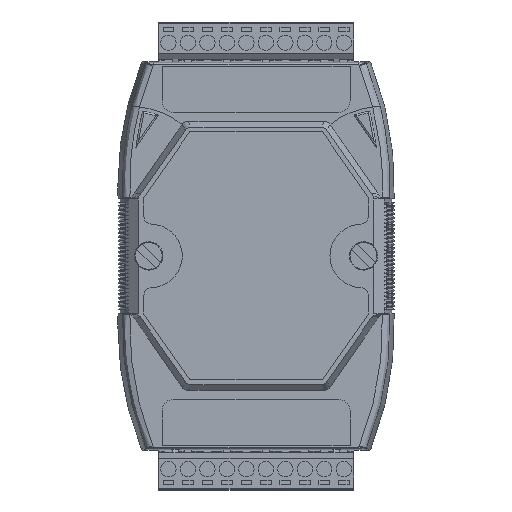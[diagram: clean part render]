
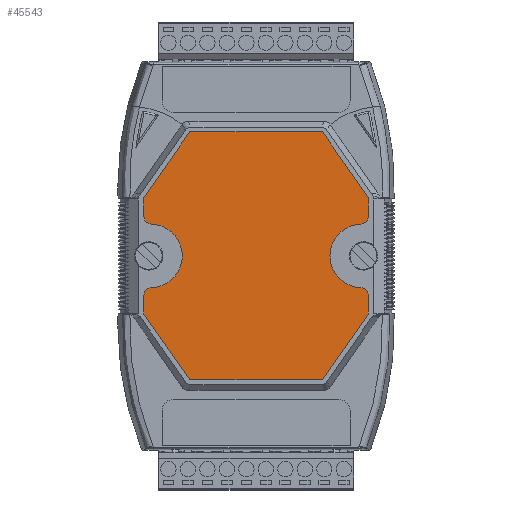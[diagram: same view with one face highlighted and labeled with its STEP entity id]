
A CAD part, top view. The second image highlights one B-rep face of the part: STEP entity #45543.
In plain terms, the highlighted face is planar.
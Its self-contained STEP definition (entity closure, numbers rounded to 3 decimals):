
#416 = LINE ( 'NONE', #7686, #94229 ) ;
#2273 = ORIENTED_EDGE ( 'NONE', *, *, #44213, .T. ) ;
#2874 = EDGE_CURVE ( 'NONE', #29580, #92389, #28111, .T. ) ;
#3439 = DIRECTION ( 'NONE',  ( 0., 1., 0. ) ) ;
#4127 = CARTESIAN_POINT ( 'NONE',  ( 17.305, 0.3, -32.35 ) ) ;
#4971 = VERTEX_POINT ( 'NONE', #44430 ) ;
#6601 = VERTEX_POINT ( 'NONE', #34921 ) ;
#7040 = CARTESIAN_POINT ( 'NONE',  ( -29.25, 0.3, 10.296 ) ) ;
#7686 = CARTESIAN_POINT ( 'NONE',  ( -29.25, 0.3, 10.296 ) ) ;
#7856 = DIRECTION ( 'NONE',  ( 0., 0., 1. ) ) ;
#8295 = EDGE_CURVE ( 'NONE', #47780, #62763, #47357, .T. ) ;
#8488 = CARTESIAN_POINT ( 'NONE',  ( -17.305, 0.3, 32.35 ) ) ;
#10678 = PLANE ( 'NONE',  #86823 ) ;
#10824 = LINE ( 'NONE', #98783, #57659 ) ;
#14708 = CARTESIAN_POINT ( 'NONE',  ( 29.25, 0.3, -10.296 ) ) ;
#15049 = CIRCLE ( 'NONE', #33216, 8.3 ) ;
#15097 = ORIENTED_EDGE ( 'NONE', *, *, #56274, .T. ) ;
#17819 = EDGE_CURVE ( 'NONE', #4971, #47780, #63172, .T. ) ;
#17938 = DIRECTION ( 'NONE',  ( 0., 0., 1. ) ) ;
#18017 = CARTESIAN_POINT ( 'NONE',  ( 27.55, 0.3, 0. ) ) ;
#18770 = VECTOR ( 'NONE', #51862, 1000. ) ;
#20715 = ORIENTED_EDGE ( 'NONE', *, *, #77360, .T. ) ;
#22482 = DIRECTION ( 'NONE',  ( 1., 0., 0. ) ) ;
#25609 = DIRECTION ( 'NONE',  ( -0.571, 0., -0.821 ) ) ;
#25703 = DIRECTION ( 'NONE',  ( 0., 1., 0. ) ) ;
#28067 = CARTESIAN_POINT ( 'NONE',  ( 29.25, 0.3, 10.296 ) ) ;
#28111 = LINE ( 'NONE', #44124, #18770 ) ;
#28262 = FACE_OUTER_BOUND ( 'NONE', #53055, .T. ) ;
#28485 = EDGE_CURVE ( 'NONE', #36083, #30331, #15049, .T. ) ;
#28847 = VECTOR ( 'NONE', #44894, 1000. ) ;
#29580 = VERTEX_POINT ( 'NONE', #54664 ) ;
#30154 = CARTESIAN_POINT ( 'NONE',  ( -27.25, 0.3, 10.296 ) ) ;
#30331 = VERTEX_POINT ( 'NONE', #79638 ) ;
#32430 = ORIENTED_EDGE ( 'NONE', *, *, #28485, .T. ) ;
#32871 = CARTESIAN_POINT ( 'NONE',  ( 29.25, 0.3, -15.163 ) ) ;
#33216 = AXIS2_PLACEMENT_3D ( 'NONE', #18017, #41811, #94631 ) ;
#33810 = ORIENTED_EDGE ( 'NONE', *, *, #97240, .T. ) ;
#34921 = CARTESIAN_POINT ( 'NONE',  ( 17.305, 0.3, -32.35 ) ) ;
#35145 = DIRECTION ( 'NONE',  ( -0.571, 0., 0.821 ) ) ;
#35730 = VERTEX_POINT ( 'NONE', #52144 ) ;
#35775 = CIRCLE ( 'NONE', #82007, 2. ) ;
#36083 = VERTEX_POINT ( 'NONE', #39458 ) ;
#37413 = DIRECTION ( 'NONE',  ( 0., 0., 1. ) ) ;
#39458 = CARTESIAN_POINT ( 'NONE',  ( 27.308, 0.3, 8.296 ) ) ;
#39990 = VECTOR ( 'NONE', #40936, 1000. ) ;
#40936 = DIRECTION ( 'NONE',  ( 0., 0., 1. ) ) ;
#41478 = VECTOR ( 'NONE', #25609, 1000. ) ;
#41576 = ORIENTED_EDGE ( 'NONE', *, *, #67591, .T. ) ;
#41721 = AXIS2_PLACEMENT_3D ( 'NONE', #44391, #44893, #92005 ) ;
#41811 = DIRECTION ( 'NONE',  ( 0., -1., 0. ) ) ;
#42422 = VERTEX_POINT ( 'NONE', #7040 ) ;
#43179 = CARTESIAN_POINT ( 'NONE',  ( -29.25, 0.3, 15.163 ) ) ;
#43643 = DIRECTION ( 'NONE',  ( 0., 1., 0. ) ) ;
#43676 = DIRECTION ( 'NONE',  ( 0.571, 0., 0.821 ) ) ;
#43971 = LINE ( 'NONE', #4127, #86675 ) ;
#44124 = CARTESIAN_POINT ( 'NONE',  ( 17.305, 0.3, 32.35 ) ) ;
#44213 = EDGE_CURVE ( 'NONE', #65766, #77329, #99255, .T. ) ;
#44391 = CARTESIAN_POINT ( 'NONE',  ( -27.55, 0.3, 0. ) ) ;
#44430 = CARTESIAN_POINT ( 'NONE',  ( -29.25, 0.3, -15.163 ) ) ;
#44893 = DIRECTION ( 'NONE',  ( 0., -1., 0. ) ) ;
#44894 = DIRECTION ( 'NONE',  ( 0., 0., -1. ) ) ;
#45543 = ADVANCED_FACE ( 'NONE', ( #28262 ), #10678, .T. ) ;
#47176 = CARTESIAN_POINT ( 'NONE',  ( 27.25, 0.3, -10.296 ) ) ;
#47357 = CIRCLE ( 'NONE', #100269, 2. ) ;
#47494 = ORIENTED_EDGE ( 'NONE', *, *, #83853, .T. ) ;
#47780 = VERTEX_POINT ( 'NONE', #51948 ) ;
#48957 = AXIS2_PLACEMENT_3D ( 'NONE', #47176, #72504, #7856 ) ;
#49582 = VERTEX_POINT ( 'NONE', #67773 ) ;
#51035 = EDGE_CURVE ( 'NONE', #49582, #35730, #92309, .T. ) ;
#51862 = DIRECTION ( 'NONE',  ( 0.571, 0., -0.821 ) ) ;
#51915 = ORIENTED_EDGE ( 'NONE', *, *, #97476, .T. ) ;
#51948 = CARTESIAN_POINT ( 'NONE',  ( -29.25, 0.3, -10.296 ) ) ;
#52144 = CARTESIAN_POINT ( 'NONE',  ( -17.305, 0.3, 32.35 ) ) ;
#53055 = EDGE_LOOP ( 'NONE', ( #80066, #60533, #69595, #68604, #51915, #32430, #41576, #2273, #47494, #81462, #33810, #94697, #71446, #15097, #70293, #20715 ) ) ;
#54026 = LINE ( 'NONE', #8488, #97142 ) ;
#54664 = CARTESIAN_POINT ( 'NONE',  ( 17.305, 0.3, 32.35 ) ) ;
#55109 = LINE ( 'NONE', #32871, #41478 ) ;
#55254 = CARTESIAN_POINT ( 'NONE',  ( -27.308, 0.3, -8.296 ) ) ;
#56274 = EDGE_CURVE ( 'NONE', #62763, #98616, #79530, .T. ) ;
#57410 = DIRECTION ( 'NONE',  ( -1., 0., 0. ) ) ;
#57618 = CARTESIAN_POINT ( 'NONE',  ( -17.305, 0.3, -32.35 ) ) ;
#57659 = VECTOR ( 'NONE', #35145, 1000. ) ;
#59795 = VERTEX_POINT ( 'NONE', #28067 ) ;
#60053 = EDGE_CURVE ( 'NONE', #6601, #91178, #43971, .T. ) ;
#60533 = ORIENTED_EDGE ( 'NONE', *, *, #95125, .T. ) ;
#62523 = CARTESIAN_POINT ( 'NONE',  ( 29.25, 0.3, -15.163 ) ) ;
#62647 = LINE ( 'NONE', #93210, #70286 ) ;
#62763 = VERTEX_POINT ( 'NONE', #55254 ) ;
#63172 = LINE ( 'NONE', #96309, #39990 ) ;
#64002 = CARTESIAN_POINT ( 'NONE',  ( 27.25, 0.3, 10.296 ) ) ;
#65380 = CARTESIAN_POINT ( 'NONE',  ( 29.25, 0.3, 15.163 ) ) ;
#65766 = VERTEX_POINT ( 'NONE', #14708 ) ;
#66157 = EDGE_CURVE ( 'NONE', #92389, #59795, #62647, .T. ) ;
#67591 = EDGE_CURVE ( 'NONE', #30331, #65766, #93577, .T. ) ;
#67773 = CARTESIAN_POINT ( 'NONE',  ( -29.25, 0.3, 15.163 ) ) ;
#68604 = ORIENTED_EDGE ( 'NONE', *, *, #66157, .T. ) ;
#69595 = ORIENTED_EDGE ( 'NONE', *, *, #2874, .T. ) ;
#70286 = VECTOR ( 'NONE', #94248, 1000. ) ;
#70293 = ORIENTED_EDGE ( 'NONE', *, *, #93625, .T. ) ;
#71446 = ORIENTED_EDGE ( 'NONE', *, *, #8295, .T. ) ;
#72504 = DIRECTION ( 'NONE',  ( 0., 1., 0. ) ) ;
#75705 = CARTESIAN_POINT ( 'NONE',  ( -27.25, 0.3, -10.296 ) ) ;
#75873 = CIRCLE ( 'NONE', #85764, 2. ) ;
#77329 = VERTEX_POINT ( 'NONE', #62523 ) ;
#77360 = EDGE_CURVE ( 'NONE', #42422, #49582, #416, .T. ) ;
#77575 = DIRECTION ( 'NONE',  ( 0., 0., 1. ) ) ;
#77765 = DIRECTION ( 'NONE',  ( 0., 0., 1. ) ) ;
#79530 = CIRCLE ( 'NONE', #41721, 8.3 ) ;
#79638 = CARTESIAN_POINT ( 'NONE',  ( 27.308, 0.3, -8.296 ) ) ;
#80052 = DIRECTION ( 'NONE',  ( 0., 0., 1. ) ) ;
#80066 = ORIENTED_EDGE ( 'NONE', *, *, #51035, .T. ) ;
#81462 = ORIENTED_EDGE ( 'NONE', *, *, #60053, .T. ) ;
#82007 = AXIS2_PLACEMENT_3D ( 'NONE', #30154, #86043, #77765 ) ;
#83853 = EDGE_CURVE ( 'NONE', #77329, #6601, #55109, .T. ) ;
#85764 = AXIS2_PLACEMENT_3D ( 'NONE', #64002, #25703, #80052 ) ;
#86043 = DIRECTION ( 'NONE',  ( 0., 1., 0. ) ) ;
#86675 = VECTOR ( 'NONE', #57410, 1000. ) ;
#86823 = AXIS2_PLACEMENT_3D ( 'NONE', #88820, #3439, #17938 ) ;
#87735 = CARTESIAN_POINT ( 'NONE',  ( -27.308, 0.3, 8.296 ) ) ;
#88820 = CARTESIAN_POINT ( 'NONE',  ( 27.25, 0.3, 10.296 ) ) ;
#91178 = VERTEX_POINT ( 'NONE', #57618 ) ;
#92005 = DIRECTION ( 'NONE',  ( 0., 0., 1. ) ) ;
#92309 = LINE ( 'NONE', #43179, #98991 ) ;
#92389 = VERTEX_POINT ( 'NONE', #65380 ) ;
#93210 = CARTESIAN_POINT ( 'NONE',  ( 29.25, 0.3, 15.163 ) ) ;
#93577 = CIRCLE ( 'NONE', #48957, 2. ) ;
#93625 = EDGE_CURVE ( 'NONE', #98616, #42422, #35775, .T. ) ;
#94229 = VECTOR ( 'NONE', #77575, 1000. ) ;
#94248 = DIRECTION ( 'NONE',  ( 0., 0., -1. ) ) ;
#94631 = DIRECTION ( 'NONE',  ( 0., 0., 1. ) ) ;
#94697 = ORIENTED_EDGE ( 'NONE', *, *, #17819, .T. ) ;
#95125 = EDGE_CURVE ( 'NONE', #35730, #29580, #54026, .T. ) ;
#96309 = CARTESIAN_POINT ( 'NONE',  ( -29.25, 0.3, -15.163 ) ) ;
#97142 = VECTOR ( 'NONE', #22482, 1000. ) ;
#97240 = EDGE_CURVE ( 'NONE', #91178, #4971, #10824, .T. ) ;
#97476 = EDGE_CURVE ( 'NONE', #59795, #36083, #75873, .T. ) ;
#98616 = VERTEX_POINT ( 'NONE', #87735 ) ;
#98783 = CARTESIAN_POINT ( 'NONE',  ( -17.305, 0.3, -32.35 ) ) ;
#98991 = VECTOR ( 'NONE', #43676, 1000. ) ;
#99255 = LINE ( 'NONE', #99750, #28847 ) ;
#99750 = CARTESIAN_POINT ( 'NONE',  ( 29.25, 0.3, -10.296 ) ) ;
#100269 = AXIS2_PLACEMENT_3D ( 'NONE', #75705, #43643, #37413 ) ;
